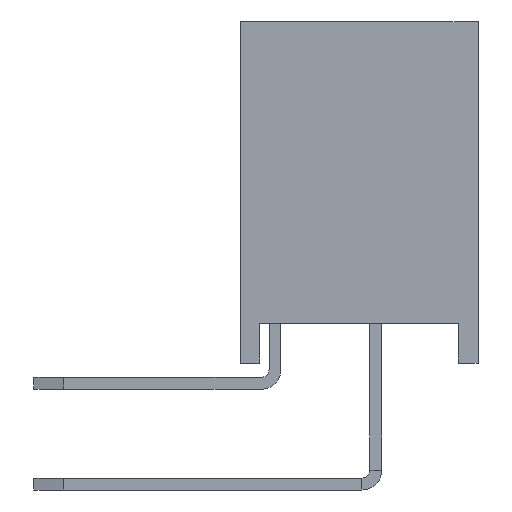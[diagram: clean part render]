
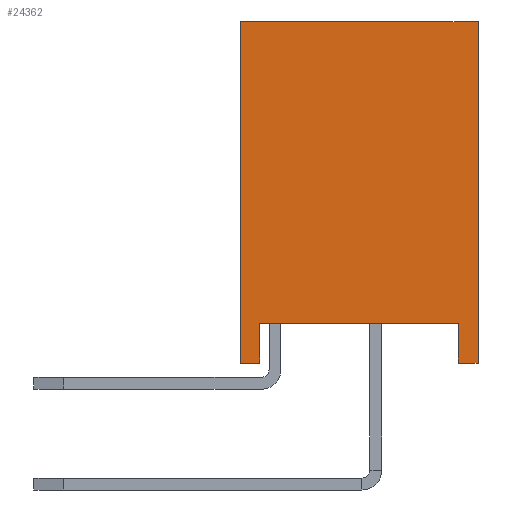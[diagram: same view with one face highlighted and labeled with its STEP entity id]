
A CAD part, left-side view. The second image highlights one B-rep face of the part: STEP entity #24362.
In plain terms, the highlighted planar face has unit normal (-1, 0, 0).
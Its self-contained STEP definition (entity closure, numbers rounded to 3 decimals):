
#1158 = VECTOR ( 'NONE', #27738, 1000. ) ;
#1586 = DIRECTION ( 'NONE',  ( 0., 0., -1. ) ) ;
#2290 = EDGE_CURVE ( 'NONE', #28475, #33950, #12595, .T. ) ;
#2835 = VECTOR ( 'NONE', #12973, 1000. ) ;
#4103 = VECTOR ( 'NONE', #9968, 1000. ) ;
#4490 = CARTESIAN_POINT ( 'NONE',  ( -12.875, -1.5, 4.3 ) ) ;
#5099 = EDGE_LOOP ( 'NONE', ( #15130, #8077, #23731, #31245, #15465, #9437, #6748, #34876 ) ) ;
#5135 = VERTEX_POINT ( 'NONE', #17943 ) ;
#5783 = VERTEX_POINT ( 'NONE', #10647 ) ;
#6080 = LINE ( 'NONE', #39403, #1158 ) ;
#6485 = CARTESIAN_POINT ( 'NONE',  ( -12.875, 1.5, 0. ) ) ;
#6748 = ORIENTED_EDGE ( 'NONE', *, *, #32810, .F. ) ;
#7269 = CARTESIAN_POINT ( 'NONE',  ( -12.875, -1.25, 0. ) ) ;
#7332 = DIRECTION ( 'NONE',  ( 0., -1., 0. ) ) ;
#7502 = DIRECTION ( 'NONE',  ( 0., 0., -1. ) ) ;
#7704 = LINE ( 'NONE', #14305, #13391 ) ;
#7900 = DIRECTION ( 'NONE',  ( 0., 0., -1. ) ) ;
#8077 = ORIENTED_EDGE ( 'NONE', *, *, #35364, .F. ) ;
#8508 = VERTEX_POINT ( 'NONE', #16039 ) ;
#9437 = ORIENTED_EDGE ( 'NONE', *, *, #35378, .F. ) ;
#9536 = DIRECTION ( 'NONE',  ( 0., 0., 1. ) ) ;
#9968 = DIRECTION ( 'NONE',  ( 0., -1., 0. ) ) ;
#10353 = LINE ( 'NONE', #34829, #16420 ) ;
#10531 = VECTOR ( 'NONE', #9536, 1000. ) ;
#10647 = CARTESIAN_POINT ( 'NONE',  ( -12.875, -1.25, 0.5 ) ) ;
#12595 = LINE ( 'NONE', #25215, #2835 ) ;
#12655 = CARTESIAN_POINT ( 'NONE',  ( -12.875, 1.25, 0. ) ) ;
#12973 = DIRECTION ( 'NONE',  ( 0., 0., -1. ) ) ;
#13391 = VECTOR ( 'NONE', #7502, 1000. ) ;
#14305 = CARTESIAN_POINT ( 'NONE',  ( -12.875, 1.25, 0. ) ) ;
#15130 = ORIENTED_EDGE ( 'NONE', *, *, #30977, .T. ) ;
#15465 = ORIENTED_EDGE ( 'NONE', *, *, #21064, .T. ) ;
#16039 = CARTESIAN_POINT ( 'NONE',  ( -12.875, -1.5, 4.3 ) ) ;
#16420 = VECTOR ( 'NONE', #7332, 1000. ) ;
#16831 = CARTESIAN_POINT ( 'NONE',  ( -12.875, -1.5, 4.3 ) ) ;
#17034 = FACE_OUTER_BOUND ( 'NONE', #5099, .T. ) ;
#17916 = LINE ( 'NONE', #21136, #33666 ) ;
#17943 = CARTESIAN_POINT ( 'NONE',  ( -12.875, -1.5, 0. ) ) ;
#18151 = LINE ( 'NONE', #37214, #10531 ) ;
#21064 = EDGE_CURVE ( 'NONE', #25497, #5135, #31617, .T. ) ;
#21136 = CARTESIAN_POINT ( 'NONE',  ( -12.875, 1.25, 0.5 ) ) ;
#21296 = EDGE_CURVE ( 'NONE', #25497, #5783, #18151, .T. ) ;
#22454 = CARTESIAN_POINT ( 'NONE',  ( -12.875, 1.5, 4.3 ) ) ;
#22875 = DIRECTION ( 'NONE',  ( 1., 0., 0. ) ) ;
#23731 = ORIENTED_EDGE ( 'NONE', *, *, #35533, .F. ) ;
#23944 = CARTESIAN_POINT ( 'NONE',  ( -12.875, 1.25, 0.5 ) ) ;
#24200 = VERTEX_POINT ( 'NONE', #12655 ) ;
#24362 = ADVANCED_FACE ( 'NONE', ( #17034 ), #32103, .F. ) ;
#25215 = CARTESIAN_POINT ( 'NONE',  ( -12.875, 1.5, 4.3 ) ) ;
#25497 = VERTEX_POINT ( 'NONE', #7269 ) ;
#27738 = DIRECTION ( 'NONE',  ( 0., -1., 0. ) ) ;
#28475 = VERTEX_POINT ( 'NONE', #22454 ) ;
#28624 = CARTESIAN_POINT ( 'NONE',  ( -12.875, -1.5, 0. ) ) ;
#29170 = LINE ( 'NONE', #4490, #35204 ) ;
#29974 = DIRECTION ( 'NONE',  ( 0., 1., 0. ) ) ;
#30354 = AXIS2_PLACEMENT_3D ( 'NONE', #16831, #22875, #1586 ) ;
#30977 = EDGE_CURVE ( 'NONE', #33950, #24200, #10353, .T. ) ;
#31245 = ORIENTED_EDGE ( 'NONE', *, *, #21296, .F. ) ;
#31617 = LINE ( 'NONE', #28624, #4103 ) ;
#32103 = PLANE ( 'NONE',  #30354 ) ;
#32810 = EDGE_CURVE ( 'NONE', #28475, #8508, #6080, .T. ) ;
#33666 = VECTOR ( 'NONE', #29974, 1000. ) ;
#33830 = VERTEX_POINT ( 'NONE', #23944 ) ;
#33950 = VERTEX_POINT ( 'NONE', #6485 ) ;
#34829 = CARTESIAN_POINT ( 'NONE',  ( -12.875, -1.5, 0. ) ) ;
#34876 = ORIENTED_EDGE ( 'NONE', *, *, #2290, .T. ) ;
#35204 = VECTOR ( 'NONE', #7900, 1000. ) ;
#35364 = EDGE_CURVE ( 'NONE', #33830, #24200, #7704, .T. ) ;
#35378 = EDGE_CURVE ( 'NONE', #8508, #5135, #29170, .T. ) ;
#35533 = EDGE_CURVE ( 'NONE', #5783, #33830, #17916, .T. ) ;
#37214 = CARTESIAN_POINT ( 'NONE',  ( -12.875, -1.25, 0. ) ) ;
#39403 = CARTESIAN_POINT ( 'NONE',  ( -12.875, -1.5, 4.3 ) ) ;
